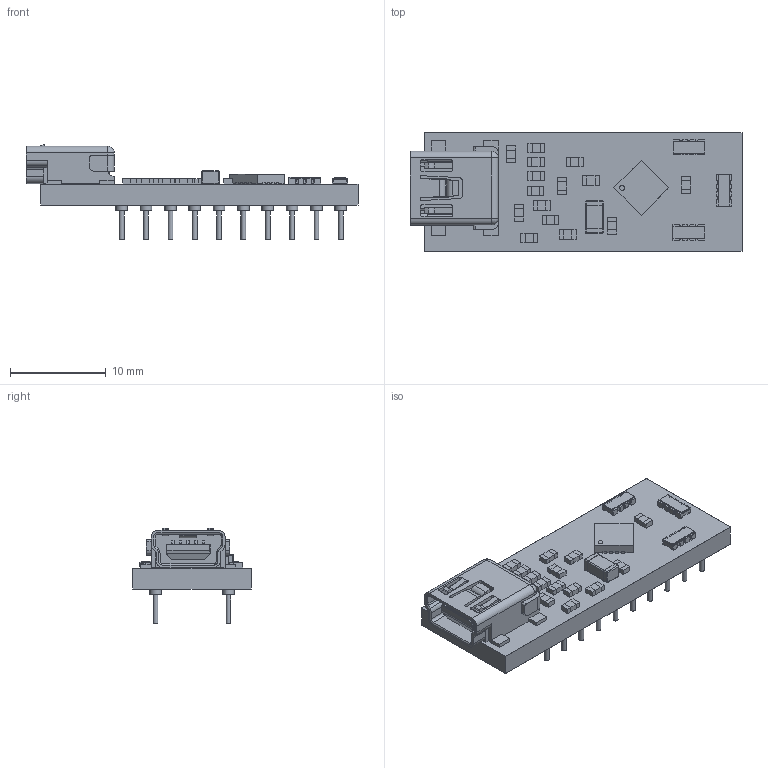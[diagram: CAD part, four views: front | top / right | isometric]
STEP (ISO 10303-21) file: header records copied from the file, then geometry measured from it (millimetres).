
FILE_DESCRIPTION(/* description */ (''),/* implementation_level */ '2;1');
FILE_NAME(/* name */ 'PCBM_FTDI_UMFT231XA.stp',/* time_stamp */ '2016-02-09T13:41:00+01:00',/* author */ ('riccim'),/* organization */ (''),/* preprocessor_version */ 'ST-DEVELOPER v15.5',/* originating_system */ 'AutoCAD Mechanical',/* authorisation */ ', , ');
FILE_SCHEMA (('AUTOMOTIVE_DESIGN { 1 0 10303 214 3 1 1 }'));
Length unit declared in the file: millimetre
Products named in the file (1): Product
Bounding box: 34.64 x 12.4 x 9.94 mm (x, y, z)
Volume: 1158.6 mm3; surface area: 3719 mm2
Topology: 164 solids, 164 shells, 1276 faces, 2778 edges, 1822 vertices
Faces by surface type: plane 1061, cylinder 187, bspline 10, sphere 10, cone 8
Full cylindrical faces by diameter (mm): 0.5 x22, 1.2 x20
Entity records: 34394 total; most frequent: CARTESIAN_POINT 6283, DIRECTION 5626, ORIENTED_EDGE 5452, EDGE_CURVE 2726, LINE 2336, VECTOR 2336, VERTEX_POINT 1822, AXIS2_PLACEMENT_3D 1645
